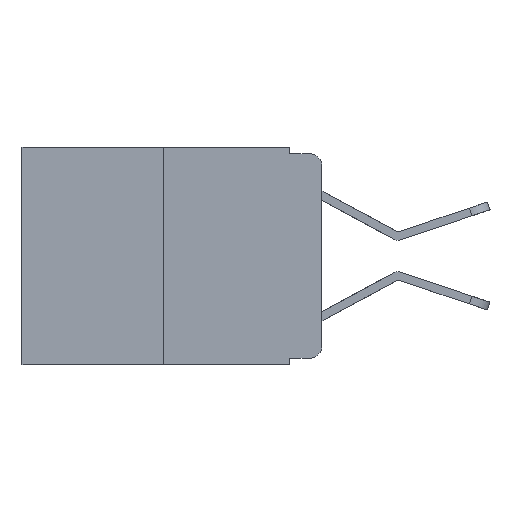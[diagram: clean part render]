
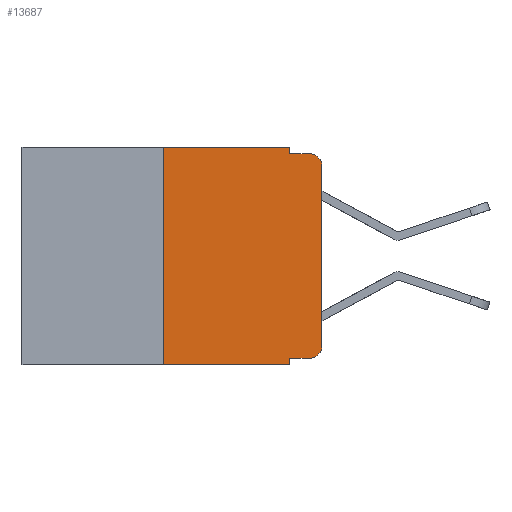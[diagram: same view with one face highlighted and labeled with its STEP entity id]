
A CAD part, left-side view. The second image highlights one B-rep face of the part: STEP entity #13687.
In plain terms, the highlighted planar face has unit normal (-1, 0, 0).
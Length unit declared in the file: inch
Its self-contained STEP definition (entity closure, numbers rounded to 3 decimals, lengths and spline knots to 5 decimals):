
#100 = LINE ( 'NONE', #16504, #4071 ) ;
#136 = EDGE_CURVE ( 'NONE', #12902, #10076, #100, .T. ) ;
#689 = CARTESIAN_POINT ( 'NONE',  ( 0., 0.473, 0. ) ) ;
#850 = VECTOR ( 'NONE', #10729, 39.37008 ) ;
#925 = CARTESIAN_POINT ( 'NONE',  ( 0., 0., 0. ) ) ;
#950 = VERTEX_POINT ( 'NONE', #14024 ) ;
#1087 = VERTEX_POINT ( 'NONE', #14812 ) ;
#1292 = CARTESIAN_POINT ( 'NONE',  ( 0., 0.02, -0.313 ) ) ;
#1357 = LINE ( 'NONE', #5382, #12306 ) ;
#1814 = CARTESIAN_POINT ( 'NONE',  ( 0., 0.051, -0.333 ) ) ;
#2285 = LINE ( 'NONE', #13745, #2748 ) ;
#2734 = ORIENTED_EDGE ( 'NONE', *, *, #7556, .T. ) ;
#2748 = VECTOR ( 'NONE', #3919, 39.37008 ) ;
#2814 = VERTEX_POINT ( 'NONE', #12558 ) ;
#2815 = DIRECTION ( 'NONE',  ( 0., 0., -1. ) ) ;
#3659 = LINE ( 'NONE', #8365, #7899 ) ;
#3760 = FACE_OUTER_BOUND ( 'NONE', #8970, .T. ) ;
#3919 = DIRECTION ( 'NONE',  ( 0., -1., 0. ) ) ;
#4071 = VECTOR ( 'NONE', #15944, 39.37008 ) ;
#4174 = ORIENTED_EDGE ( 'NONE', *, *, #13710, .T. ) ;
#4219 = PLANE ( 'NONE',  #15267 ) ;
#4646 = EDGE_CURVE ( 'NONE', #5065, #2814, #2285, .T. ) ;
#4719 = VERTEX_POINT ( 'NONE', #5492 ) ;
#4795 = LINE ( 'NONE', #10674, #850 ) ;
#5065 = VERTEX_POINT ( 'NONE', #6482 ) ;
#5096 = VECTOR ( 'NONE', #6594, 39.37008 ) ;
#5336 = CARTESIAN_POINT ( 'NONE',  ( 0., 0.25, -0.343 ) ) ;
#5362 = ORIENTED_EDGE ( 'NONE', *, *, #16330, .F. ) ;
#5382 = CARTESIAN_POINT ( 'NONE',  ( 0., 0.051, 0. ) ) ;
#5492 = CARTESIAN_POINT ( 'NONE',  ( 0., 0.051, 0. ) ) ;
#5879 = CARTESIAN_POINT ( 'NONE',  ( 0., 0.02, -0.03 ) ) ;
#5946 = AXIS2_PLACEMENT_3D ( 'NONE', #1292, #11318, #2815 ) ;
#6057 = AXIS2_PLACEMENT_3D ( 'NONE', #5879, #15652, #7300 ) ;
#6338 = CARTESIAN_POINT ( 'NONE',  ( 0., 0.25, 0. ) ) ;
#6482 = CARTESIAN_POINT ( 'NONE',  ( 0., 0.051, -0.01 ) ) ;
#6594 = DIRECTION ( 'NONE',  ( 0., -1., 0. ) ) ;
#7105 = DIRECTION ( 'NONE',  ( 1., 0., 0. ) ) ;
#7107 = LINE ( 'NONE', #8517, #17770 ) ;
#7300 = DIRECTION ( 'NONE',  ( 0., 0., -1. ) ) ;
#7556 = EDGE_CURVE ( 'NONE', #950, #1087, #12060, .T. ) ;
#7586 = ORIENTED_EDGE ( 'NONE', *, *, #14104, .F. ) ;
#7899 = VECTOR ( 'NONE', #18088, 39.37008 ) ;
#8036 = EDGE_CURVE ( 'NONE', #12902, #12714, #3659, .T. ) ;
#8232 = DIRECTION ( 'NONE',  ( 0., 0., -1. ) ) ;
#8365 = CARTESIAN_POINT ( 'NONE',  ( 0., 0.25, 0. ) ) ;
#8517 = CARTESIAN_POINT ( 'NONE',  ( 0., 0.051, -0.333 ) ) ;
#8970 = EDGE_LOOP ( 'NONE', ( #13084, #17226, #9596, #5362, #7586, #17355, #13405, #16270, #4174, #2734 ) ) ;
#9596 = ORIENTED_EDGE ( 'NONE', *, *, #4646, .F. ) ;
#9843 = LINE ( 'NONE', #925, #13100 ) ;
#10076 = VERTEX_POINT ( 'NONE', #12893 ) ;
#10609 = CIRCLE ( 'NONE', #6057, 0.02 ) ;
#10674 = CARTESIAN_POINT ( 'NONE',  ( 0., 0.051, 0. ) ) ;
#10729 = DIRECTION ( 'NONE',  ( 0., 0., -1. ) ) ;
#11318 = DIRECTION ( 'NONE',  ( -1., 0., 0. ) ) ;
#11331 = DIRECTION ( 'NONE',  ( 0., -1., 0. ) ) ;
#12060 = CIRCLE ( 'NONE', #5946, 0.02 ) ;
#12123 = LINE ( 'NONE', #689, #5096 ) ;
#12306 = VECTOR ( 'NONE', #8232, 39.37008 ) ;
#12558 = CARTESIAN_POINT ( 'NONE',  ( 0., 0.02, -0.01 ) ) ;
#12646 = VERTEX_POINT ( 'NONE', #1814 ) ;
#12714 = VERTEX_POINT ( 'NONE', #6338 ) ;
#12893 = CARTESIAN_POINT ( 'NONE',  ( 0., 0.051, -0.343 ) ) ;
#12902 = VERTEX_POINT ( 'NONE', #5336 ) ;
#13084 = ORIENTED_EDGE ( 'NONE', *, *, #17572, .T. ) ;
#13100 = VECTOR ( 'NONE', #13760, 39.37008 ) ;
#13405 = ORIENTED_EDGE ( 'NONE', *, *, #136, .T. ) ;
#13687 = ADVANCED_FACE ( 'NONE', ( #3760 ), #4219, .F. ) ;
#13710 = EDGE_CURVE ( 'NONE', #12646, #950, #7107, .T. ) ;
#13745 = CARTESIAN_POINT ( 'NONE',  ( 0., 0.051, -0.01 ) ) ;
#13760 = DIRECTION ( 'NONE',  ( 0., 0., 1. ) ) ;
#14024 = CARTESIAN_POINT ( 'NONE',  ( 0., 0.02, -0.333 ) ) ;
#14054 = CARTESIAN_POINT ( 'NONE',  ( 0., 0.473, 0. ) ) ;
#14104 = EDGE_CURVE ( 'NONE', #12714, #4719, #12123, .T. ) ;
#14812 = CARTESIAN_POINT ( 'NONE',  ( 0., 0., -0.313 ) ) ;
#15048 = EDGE_CURVE ( 'NONE', #16487, #2814, #10609, .T. ) ;
#15201 = CARTESIAN_POINT ( 'NONE',  ( 0., 0., -0.03 ) ) ;
#15267 = AXIS2_PLACEMENT_3D ( 'NONE', #14054, #7105, #16837 ) ;
#15652 = DIRECTION ( 'NONE',  ( -1., 0., 0. ) ) ;
#15855 = EDGE_CURVE ( 'NONE', #12646, #10076, #1357, .T. ) ;
#15944 = DIRECTION ( 'NONE',  ( 0., -1., 0. ) ) ;
#16270 = ORIENTED_EDGE ( 'NONE', *, *, #15855, .F. ) ;
#16330 = EDGE_CURVE ( 'NONE', #4719, #5065, #4795, .T. ) ;
#16487 = VERTEX_POINT ( 'NONE', #15201 ) ;
#16504 = CARTESIAN_POINT ( 'NONE',  ( 0., 0.473, -0.343 ) ) ;
#16837 = DIRECTION ( 'NONE',  ( 0., 0., -1. ) ) ;
#17226 = ORIENTED_EDGE ( 'NONE', *, *, #15048, .T. ) ;
#17355 = ORIENTED_EDGE ( 'NONE', *, *, #8036, .F. ) ;
#17572 = EDGE_CURVE ( 'NONE', #1087, #16487, #9843, .T. ) ;
#17770 = VECTOR ( 'NONE', #11331, 39.37008 ) ;
#18088 = DIRECTION ( 'NONE',  ( 0., 0., 1. ) ) ;
